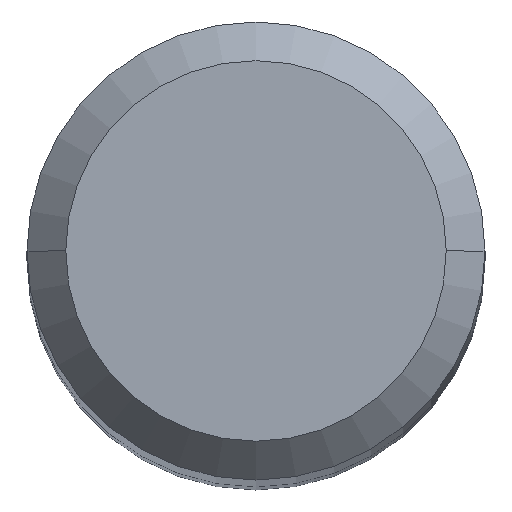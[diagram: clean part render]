
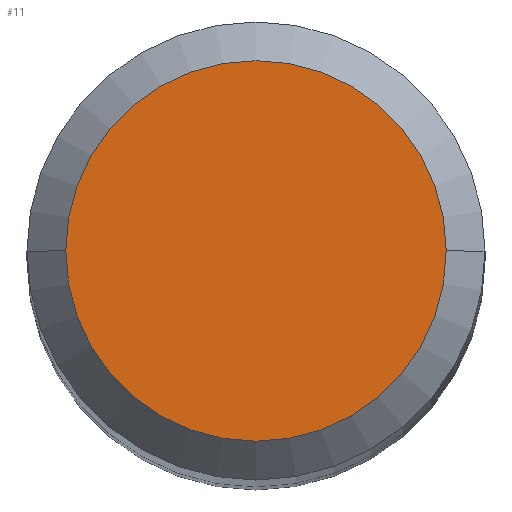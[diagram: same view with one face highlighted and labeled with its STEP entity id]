
A CAD part, top view. The second image highlights one B-rep face of the part: STEP entity #11.
In plain terms, the highlighted planar face has unit normal (0, 0, 1).
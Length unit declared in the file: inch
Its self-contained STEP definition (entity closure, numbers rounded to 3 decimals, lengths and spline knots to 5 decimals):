
#7 = VERTEX_POINT ( 'NONE', #255 ) ;
#11 = ADVANCED_FACE ( 'NONE', ( #358 ), #335, .F. ) ;
#13 = ORIENTED_EDGE ( 'NONE', *, *, #150, .T. ) ;
#47 = DIRECTION ( 'NONE',  ( -1., 0., 0. ) ) ;
#64 = CARTESIAN_POINT ( 'NONE',  ( 0., 0., 0. ) ) ;
#69 = CARTESIAN_POINT ( 'NONE',  ( -0.0981, 0., 0. ) ) ;
#86 = DIRECTION ( 'NONE',  ( 0., 0., 1. ) ) ;
#90 = CARTESIAN_POINT ( 'NONE',  ( 0., 0., 0. ) ) ;
#95 = EDGE_CURVE ( 'NONE', #278, #7, #226, .T. ) ;
#150 = EDGE_CURVE ( 'NONE', #7, #278, #281, .T. ) ;
#159 = DIRECTION ( 'NONE',  ( 0., 0., 1. ) ) ;
#186 = DIRECTION ( 'NONE',  ( 1., 0., 0. ) ) ;
#203 = CARTESIAN_POINT ( 'NONE',  ( 0., 0.0981, 0. ) ) ;
#215 = DIRECTION ( 'NONE',  ( 1., 0., 0. ) ) ;
#226 = CIRCLE ( 'NONE', #321, 0.0981 ) ;
#255 = CARTESIAN_POINT ( 'NONE',  ( 0.0981, 0., 0. ) ) ;
#269 = ORIENTED_EDGE ( 'NONE', *, *, #95, .T. ) ;
#274 = AXIS2_PLACEMENT_3D ( 'NONE', #203, #311, #47 ) ;
#278 = VERTEX_POINT ( 'NONE', #69 ) ;
#281 = CIRCLE ( 'NONE', #349, 0.0981 ) ;
#305 = EDGE_LOOP ( 'NONE', ( #269, #13 ) ) ;
#311 = DIRECTION ( 'NONE',  ( 0., 0., -1. ) ) ;
#321 = AXIS2_PLACEMENT_3D ( 'NONE', #90, #86, #186 ) ;
#335 = PLANE ( 'NONE',  #274 ) ;
#349 = AXIS2_PLACEMENT_3D ( 'NONE', #64, #159, #215 ) ;
#358 = FACE_OUTER_BOUND ( 'NONE', #305, .T. ) ;
